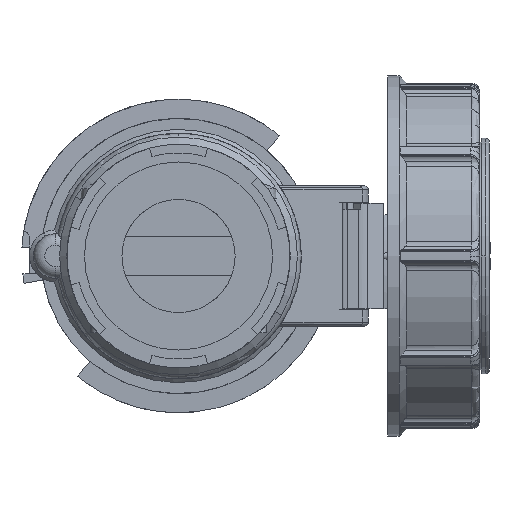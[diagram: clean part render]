
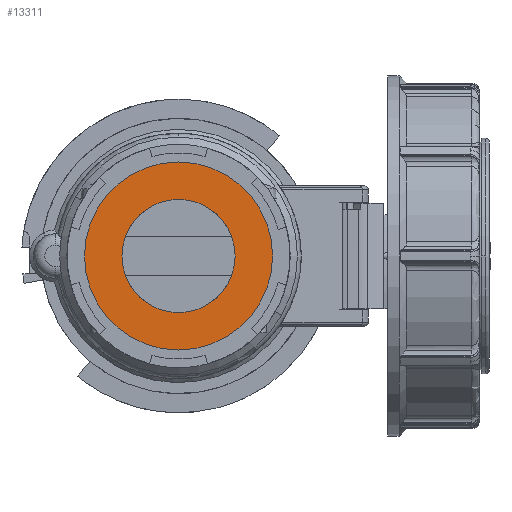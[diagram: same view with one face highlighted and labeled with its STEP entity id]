
A CAD part, left-side view. The second image highlights one B-rep face of the part: STEP entity #13311.
In plain terms, the highlighted planar face has unit normal (-1, 0, 0).
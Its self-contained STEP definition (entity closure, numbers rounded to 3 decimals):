
#163 = VERTEX_POINT ( 'NONE', #32469 ) ;
#413 = CIRCLE ( 'NONE', #20988, 24.52 ) ;
#426 = PLANE ( 'NONE',  #11794 ) ;
#668 = DIRECTION ( 'NONE',  ( -1., 0., 0. ) ) ;
#2703 = ORIENTED_EDGE ( 'NONE', *, *, #11309, .F. ) ;
#5899 = EDGE_CURVE ( 'NONE', #19377, #32497, #413, .T. ) ;
#6075 = CARTESIAN_POINT ( 'NONE',  ( -32.7, 0., 0. ) ) ;
#6262 = DIRECTION ( 'NONE',  ( 0., 0., 1. ) ) ;
#6676 = CARTESIAN_POINT ( 'NONE',  ( -32.7, -11.972, 0. ) ) ;
#7104 = AXIS2_PLACEMENT_3D ( 'NONE', #15948, #32350, #27360 ) ;
#8346 = CARTESIAN_POINT ( 'NONE',  ( -32.7, 0., 24.52 ) ) ;
#8687 = EDGE_CURVE ( 'NONE', #15606, #163, #9046, .T. ) ;
#8824 = DIRECTION ( 'NONE',  ( 0., 0., 1. ) ) ;
#9024 = CARTESIAN_POINT ( 'NONE',  ( -32.7, 0., 0. ) ) ;
#9046 = CIRCLE ( 'NONE', #13749, 14.75 ) ;
#11309 = EDGE_CURVE ( 'NONE', #163, #15606, #25245, .T. ) ;
#11794 = AXIS2_PLACEMENT_3D ( 'NONE', #6676, #14776, #28405 ) ;
#12473 = CARTESIAN_POINT ( 'NONE',  ( -32.7, 0., 14.75 ) ) ;
#12783 = EDGE_LOOP ( 'NONE', ( #26175, #13688 ) ) ;
#13311 = ADVANCED_FACE ( 'NONE', ( #15119, #14589 ), #426, .F. ) ;
#13688 = ORIENTED_EDGE ( 'NONE', *, *, #15758, .T. ) ;
#13749 = AXIS2_PLACEMENT_3D ( 'NONE', #6075, #30941, #8824 ) ;
#14589 = FACE_OUTER_BOUND ( 'NONE', #12783, .T. ) ;
#14643 = CARTESIAN_POINT ( 'NONE',  ( -32.7, 0., 0. ) ) ;
#14776 = DIRECTION ( 'NONE',  ( 1., 0., 0. ) ) ;
#15119 = FACE_BOUND ( 'NONE', #27509, .T. ) ;
#15606 = VERTEX_POINT ( 'NONE', #12473 ) ;
#15758 = EDGE_CURVE ( 'NONE', #32497, #19377, #21787, .T. ) ;
#15948 = CARTESIAN_POINT ( 'NONE',  ( -32.7, 0., 0. ) ) ;
#19377 = VERTEX_POINT ( 'NONE', #8346 ) ;
#20988 = AXIS2_PLACEMENT_3D ( 'NONE', #14643, #668, #29363 ) ;
#21544 = CARTESIAN_POINT ( 'NONE',  ( -32.7, 0., -24.52 ) ) ;
#21787 = CIRCLE ( 'NONE', #7104, 24.52 ) ;
#25245 = CIRCLE ( 'NONE', #35842, 14.75 ) ;
#26175 = ORIENTED_EDGE ( 'NONE', *, *, #5899, .T. ) ;
#26308 = DIRECTION ( 'NONE',  ( -1., 0., 0. ) ) ;
#27360 = DIRECTION ( 'NONE',  ( 0., 0., -1. ) ) ;
#27509 = EDGE_LOOP ( 'NONE', ( #32034, #2703 ) ) ;
#28405 = DIRECTION ( 'NONE',  ( 0., 0., 1. ) ) ;
#29363 = DIRECTION ( 'NONE',  ( 0., 0., -1. ) ) ;
#30941 = DIRECTION ( 'NONE',  ( -1., 0., 0. ) ) ;
#32034 = ORIENTED_EDGE ( 'NONE', *, *, #8687, .F. ) ;
#32350 = DIRECTION ( 'NONE',  ( -1., 0., 0. ) ) ;
#32469 = CARTESIAN_POINT ( 'NONE',  ( -32.7, 0., -14.75 ) ) ;
#32497 = VERTEX_POINT ( 'NONE', #21544 ) ;
#35842 = AXIS2_PLACEMENT_3D ( 'NONE', #9024, #26308, #6262 ) ;
